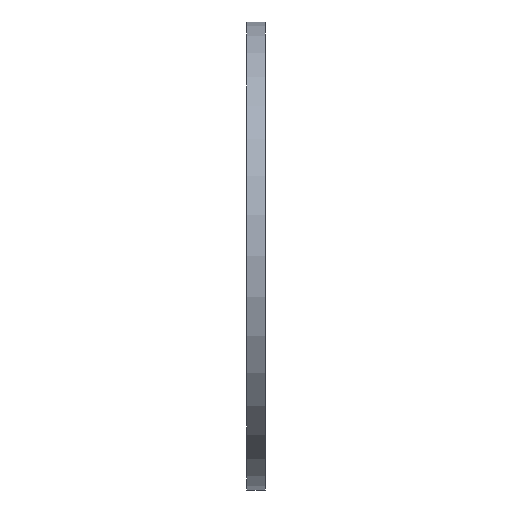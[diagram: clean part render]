
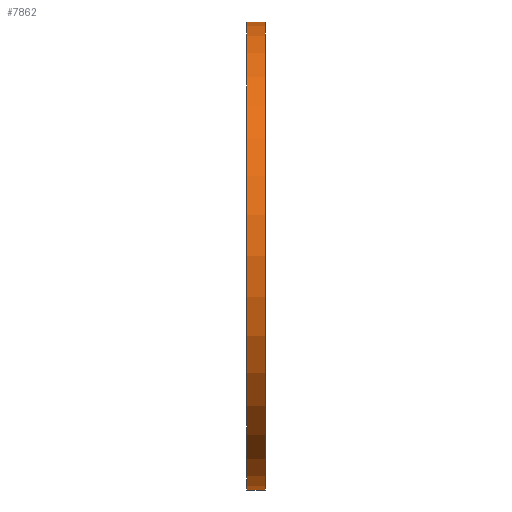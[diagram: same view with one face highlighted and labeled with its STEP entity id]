
A CAD part, left-side view. The second image highlights one B-rep face of the part: STEP entity #7862.
In plain terms, the highlighted cylindrical face has radius 75 mm (diameter 150 mm), a partial arc.
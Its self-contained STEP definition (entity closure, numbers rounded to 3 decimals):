
#309 = LINE ( 'NONE', #3232, #1358 ) ;
#393 = FACE_OUTER_BOUND ( 'NONE', #8407, .T. ) ;
#582 = CARTESIAN_POINT ( 'NONE',  ( 0., 3., -75. ) ) ;
#1135 = VERTEX_POINT ( 'NONE', #6237 ) ;
#1358 = VECTOR ( 'NONE', #5217, 1000. ) ;
#1559 = AXIS2_PLACEMENT_3D ( 'NONE', #10491, #11433, #5527 ) ;
#2088 = DIRECTION ( 'NONE',  ( 0., 1., 0. ) ) ;
#2264 = EDGE_CURVE ( 'NONE', #3214, #6044, #309, .T. ) ;
#2355 = DIRECTION ( 'NONE',  ( 0., -1., 0. ) ) ;
#2558 = AXIS2_PLACEMENT_3D ( 'NONE', #9954, #2088, #3157 ) ;
#3040 = CIRCLE ( 'NONE', #2558, 75. ) ;
#3157 = DIRECTION ( 'NONE',  ( 0., 0., 1. ) ) ;
#3214 = VERTEX_POINT ( 'NONE', #6730 ) ;
#3232 = CARTESIAN_POINT ( 'NONE',  ( 0., 3., 75. ) ) ;
#3476 = ORIENTED_EDGE ( 'NONE', *, *, #5548, .F. ) ;
#3834 = ORIENTED_EDGE ( 'NONE', *, *, #2264, .F. ) ;
#3903 = VECTOR ( 'NONE', #2355, 1000. ) ;
#4402 = CYLINDRICAL_SURFACE ( 'NONE', #1559, 75. ) ;
#4546 = ORIENTED_EDGE ( 'NONE', *, *, #10904, .T. ) ;
#4883 = EDGE_CURVE ( 'NONE', #1135, #6044, #6881, .T. ) ;
#5217 = DIRECTION ( 'NONE',  ( 0., -1., 0. ) ) ;
#5439 = CARTESIAN_POINT ( 'NONE',  ( 0., 3., -75. ) ) ;
#5527 = DIRECTION ( 'NONE',  ( 0., 0., -1. ) ) ;
#5548 = EDGE_CURVE ( 'NONE', #8907, #3214, #3040, .T. ) ;
#6044 = VERTEX_POINT ( 'NONE', #7739 ) ;
#6237 = CARTESIAN_POINT ( 'NONE',  ( 0., -3., -75. ) ) ;
#6730 = CARTESIAN_POINT ( 'NONE',  ( 0., 3., 75. ) ) ;
#6881 = CIRCLE ( 'NONE', #10038, 75. ) ;
#7739 = CARTESIAN_POINT ( 'NONE',  ( 0., -3., 75. ) ) ;
#7862 = ADVANCED_FACE ( 'NONE', ( #393 ), #4402, .T. ) ;
#8407 = EDGE_LOOP ( 'NONE', ( #3834, #3476, #4546, #9041 ) ) ;
#8907 = VERTEX_POINT ( 'NONE', #582 ) ;
#9041 = ORIENTED_EDGE ( 'NONE', *, *, #4883, .T. ) ;
#9954 = CARTESIAN_POINT ( 'NONE',  ( 0., 3., 0. ) ) ;
#10038 = AXIS2_PLACEMENT_3D ( 'NONE', #12301, #10589, #11272 ) ;
#10491 = CARTESIAN_POINT ( 'NONE',  ( 0., 3., 0. ) ) ;
#10589 = DIRECTION ( 'NONE',  ( 0., 1., 0. ) ) ;
#10904 = EDGE_CURVE ( 'NONE', #8907, #1135, #11804, .T. ) ;
#11272 = DIRECTION ( 'NONE',  ( 0., 0., 1. ) ) ;
#11433 = DIRECTION ( 'NONE',  ( 0., -1., 0. ) ) ;
#11804 = LINE ( 'NONE', #5439, #3903 ) ;
#12301 = CARTESIAN_POINT ( 'NONE',  ( 0., -3., 0. ) ) ;
